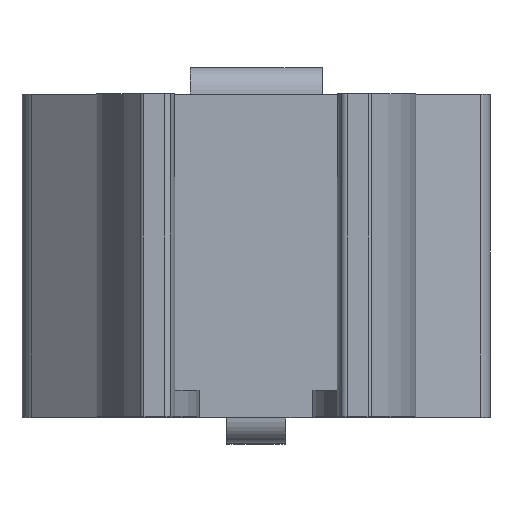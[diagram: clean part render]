
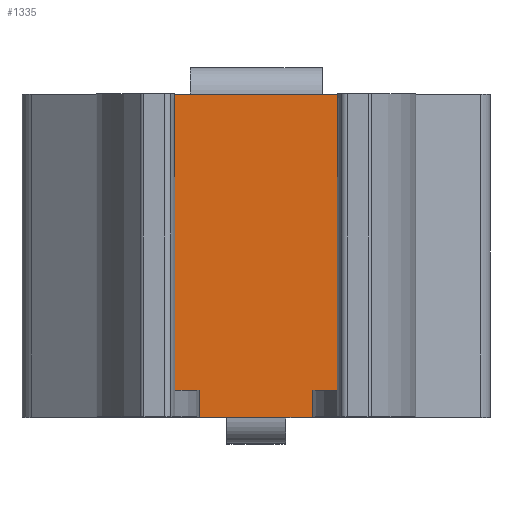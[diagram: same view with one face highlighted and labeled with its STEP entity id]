
A CAD part, top view. The second image highlights one B-rep face of the part: STEP entity #1335.
In plain terms, the highlighted planar face has unit normal (0, 0, 1).
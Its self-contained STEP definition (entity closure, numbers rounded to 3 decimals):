
#36=PLANE('',#1467);
#85=FACE_OUTER_BOUND('',#156,.T.);
#156=EDGE_LOOP('',(#1034,#1035,#1036,#1037,#1038,#1039,#1040,#1041));
#204=LINE('',#2004,#324);
#205=LINE('',#2008,#325);
#219=LINE('',#2064,#339);
#222=LINE('',#2075,#342);
#259=LINE('',#2198,#379);
#260=LINE('',#2201,#380);
#261=LINE('',#2203,#381);
#262=LINE('',#2204,#382);
#324=VECTOR('',#1573,10.);
#325=VECTOR('',#1578,10.);
#339=VECTOR('',#1622,10.);
#342=VECTOR('',#1633,10.);
#379=VECTOR('',#1766,10.);
#380=VECTOR('',#1769,10.);
#381=VECTOR('',#1770,10.);
#382=VECTOR('',#1771,10.);
#529=VERTEX_POINT('',#2001);
#530=VERTEX_POINT('',#2003);
#531=VERTEX_POINT('',#2007);
#534=VERTEX_POINT('',#2015);
#558=VERTEX_POINT('',#2062);
#600=VERTEX_POINT('',#2196);
#601=VERTEX_POINT('',#2200);
#602=VERTEX_POINT('',#2202);
#669=EDGE_CURVE('',#529,#530,#204,.T.);
#671=EDGE_CURVE('',#531,#530,#205,.T.);
#699=EDGE_CURVE('',#558,#534,#219,.T.);
#705=EDGE_CURVE('',#529,#534,#222,.T.);
#766=EDGE_CURVE('',#558,#600,#259,.T.);
#767=EDGE_CURVE('',#601,#600,#260,.T.);
#768=EDGE_CURVE('',#602,#601,#261,.T.);
#769=EDGE_CURVE('',#531,#602,#262,.T.);
#1034=ORIENTED_EDGE('',*,*,#669,.F.);
#1035=ORIENTED_EDGE('',*,*,#705,.T.);
#1036=ORIENTED_EDGE('',*,*,#699,.F.);
#1037=ORIENTED_EDGE('',*,*,#766,.T.);
#1038=ORIENTED_EDGE('',*,*,#767,.F.);
#1039=ORIENTED_EDGE('',*,*,#768,.F.);
#1040=ORIENTED_EDGE('',*,*,#769,.F.);
#1041=ORIENTED_EDGE('',*,*,#671,.T.);
#1335=ADVANCED_FACE('',(#85),#36,.T.);
#1467=AXIS2_PLACEMENT_3D('',#2199,#1767,#1768);
#1573=DIRECTION('',(-1.,0.,0.));
#1578=DIRECTION('',(0.,-1.,0.));
#1622=DIRECTION('',(-1.,0.,0.));
#1633=DIRECTION('',(0.,1.,0.));
#1766=DIRECTION('',(0.,1.,0.));
#1767=DIRECTION('center_axis',(0.,0.,1.));
#1768=DIRECTION('ref_axis',(1.,0.,0.));
#1769=DIRECTION('',(1.,0.,0.));
#1770=DIRECTION('',(0.,1.,0.));
#1771=DIRECTION('',(-1.,0.,0.));
#2001=CARTESIAN_POINT('',(4.042,-0.006,0.4));
#2003=CARTESIAN_POINT('',(3.142,-0.006,0.4));
#2004=CARTESIAN_POINT('',(2.309,-0.006,0.4));
#2007=CARTESIAN_POINT('',(3.142,0.,0.4));
#2008=CARTESIAN_POINT('',(3.142,-0.396,0.4));
#2015=CARTESIAN_POINT('',(4.042,0.,0.4));
#2062=CARTESIAN_POINT('',(6.6,0.,0.4));
#2064=CARTESIAN_POINT('',(6.6,0.,0.4));
#2075=CARTESIAN_POINT('',(4.042,0.004,0.4));
#2196=CARTESIAN_POINT('',(6.6,4.9,0.4));
#2198=CARTESIAN_POINT('',(6.6,0.,0.4));
#2199=CARTESIAN_POINT('Origin',(0.575,0.,0.4));
#2200=CARTESIAN_POINT('',(0.575,4.9,0.4));
#2201=CARTESIAN_POINT('',(6.6,4.9,0.4));
#2202=CARTESIAN_POINT('',(0.575,0.,0.4));
#2203=CARTESIAN_POINT('',(0.575,0.,0.4));
#2204=CARTESIAN_POINT('',(6.6,0.,0.4));
